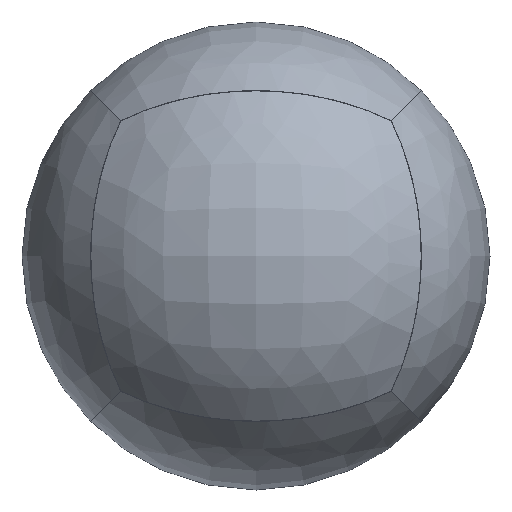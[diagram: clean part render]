
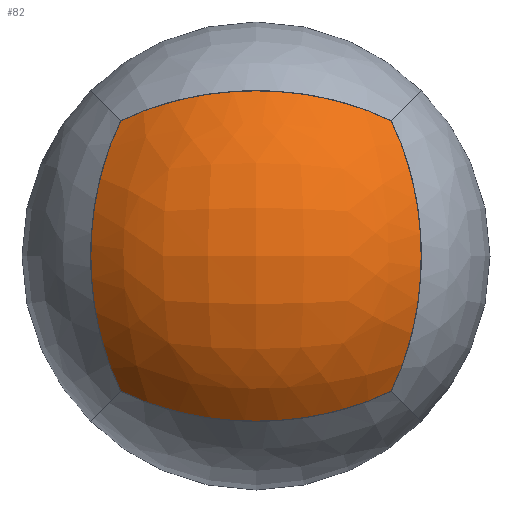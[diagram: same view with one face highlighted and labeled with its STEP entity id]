
A CAD part, front view. The second image highlights one B-rep face of the part: STEP entity #82.
In plain terms, the highlighted free-form (B-spline) face has degree [4, 4] with [5, 5] control points.
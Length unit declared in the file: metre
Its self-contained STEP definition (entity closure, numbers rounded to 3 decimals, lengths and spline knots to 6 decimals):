
#82=ADVANCED_FACE('',(#88),#196,.T.);
#88=FACE_OUTER_BOUND('',#94,.T.);
#94=EDGE_LOOP('',(#109,#110,#111,#112));
#109=ORIENTED_EDGE('',*,*,#133,.T.);
#110=ORIENTED_EDGE('',*,*,#134,.T.);
#111=ORIENTED_EDGE('',*,*,#135,.T.);
#112=ORIENTED_EDGE('',*,*,#136,.T.);
#133=EDGE_CURVE('',#181,#182,#157,.T.);
#134=EDGE_CURVE('',#182,#183,#158,.T.);
#135=EDGE_CURVE('',#183,#184,#159,.T.);
#136=EDGE_CURVE('',#184,#181,#160,.T.);
#157=(
BOUNDED_CURVE()
B_SPLINE_CURVE(4,(#401,#402,#403,#404,#405),.UNSPECIFIED.,.F.,.F.)
B_SPLINE_CURVE_WITH_KNOTS((5,5),(0.,1.),.UNSPECIFIED.)
CURVE()
GEOMETRIC_REPRESENTATION_ITEM()
RATIONAL_B_SPLINE_CURVE((1.,0.891,0.859,0.891,
1.))
REPRESENTATION_ITEM('')
);
#158=(
BOUNDED_CURVE()
B_SPLINE_CURVE(4,(#406,#407,#408,#409,#410),.UNSPECIFIED.,.F.,.F.)
B_SPLINE_CURVE_WITH_KNOTS((5,5),(0.,1.),.UNSPECIFIED.)
CURVE()
GEOMETRIC_REPRESENTATION_ITEM()
RATIONAL_B_SPLINE_CURVE((1.,0.891,0.859,0.891,
1.))
REPRESENTATION_ITEM('')
);
#159=(
BOUNDED_CURVE()
B_SPLINE_CURVE(4,(#411,#412,#413,#414,#415),.UNSPECIFIED.,.F.,.F.)
B_SPLINE_CURVE_WITH_KNOTS((5,5),(-1.,0.),.UNSPECIFIED.)
CURVE()
GEOMETRIC_REPRESENTATION_ITEM()
RATIONAL_B_SPLINE_CURVE((1.,0.891,0.859,0.891,
1.))
REPRESENTATION_ITEM('')
);
#160=(
BOUNDED_CURVE()
B_SPLINE_CURVE(4,(#416,#417,#418,#419,#420),.UNSPECIFIED.,.F.,.F.)
B_SPLINE_CURVE_WITH_KNOTS((5,5),(-1.,0.),.UNSPECIFIED.)
CURVE()
GEOMETRIC_REPRESENTATION_ITEM()
RATIONAL_B_SPLINE_CURVE((1.,0.891,0.859,0.891,
1.))
REPRESENTATION_ITEM('')
);
#181=VERTEX_POINT('',#397);
#182=VERTEX_POINT('',#398);
#183=VERTEX_POINT('',#399);
#184=VERTEX_POINT('',#400);
#196=(
BOUNDED_SURFACE()
B_SPLINE_SURFACE(4,4,((#372,#373,#374,#375,#376),(#377,#378,#379,#380,#381),
(#382,#383,#384,#385,#386),(#387,#388,#389,#390,#391),(#392,#393,#394,#395,
#396)),.UNSPECIFIED.,.F.,.F.,.F.)
B_SPLINE_SURFACE_WITH_KNOTS((5,5),(5,5),(0.,1.),(0.,1.),.UNSPECIFIED.)
GEOMETRIC_REPRESENTATION_ITEM()
RATIONAL_B_SPLINE_SURFACE(((1.,0.891,0.859,0.891,
1.),(0.891,0.762,0.719,0.762,
0.891),(0.859,0.719,0.671,
0.719,0.859),(0.891,0.762,
0.719,0.762,0.891),(1.,0.891,
0.859,0.891,1.)))
REPRESENTATION_ITEM('')
SURFACE()
);
#372=CARTESIAN_POINT('',(-0.57735,-0.57735,0.57735));
#373=CARTESIAN_POINT('',(-0.312876,-0.709587,0.709587));
#374=CARTESIAN_POINT('',(0.,-0.754021,0.754021));
#375=CARTESIAN_POINT('',(0.312876,-0.709587,0.709587));
#376=CARTESIAN_POINT('',(0.57735,-0.57735,0.57735));
#377=CARTESIAN_POINT('',(-0.709587,-0.709587,0.312876));
#378=CARTESIAN_POINT('',(-0.413364,-1.,0.413364));
#379=CARTESIAN_POINT('',(0.,-1.120046,0.457304));
#380=CARTESIAN_POINT('',(0.413364,-1.,0.413364));
#381=CARTESIAN_POINT('',(0.709587,-0.709587,0.312876));
#382=CARTESIAN_POINT('',(-0.754021,-0.754021,0.));
#383=CARTESIAN_POINT('',(-0.457304,-1.120046,0.));
#384=CARTESIAN_POINT('',(0.,-1.279833,0.));
#385=CARTESIAN_POINT('',(0.457304,-1.120046,0.));
#386=CARTESIAN_POINT('',(0.754021,-0.754021,0.));
#387=CARTESIAN_POINT('',(-0.709587,-0.709587,-0.312876));
#388=CARTESIAN_POINT('',(-0.413364,-1.,-0.413364));
#389=CARTESIAN_POINT('',(0.,-1.120046,-0.457304));
#390=CARTESIAN_POINT('',(0.413364,-1.,-0.413364));
#391=CARTESIAN_POINT('',(0.709587,-0.709587,-0.312876));
#392=CARTESIAN_POINT('',(-0.57735,-0.57735,-0.57735));
#393=CARTESIAN_POINT('',(-0.312876,-0.709587,-0.709587));
#394=CARTESIAN_POINT('',(0.,-0.754021,-0.754021));
#395=CARTESIAN_POINT('',(0.312876,-0.709587,-0.709587));
#396=CARTESIAN_POINT('',(0.57735,-0.57735,-0.57735));
#397=CARTESIAN_POINT('',(-0.57735,-0.57735,0.57735));
#398=CARTESIAN_POINT('',(-0.57735,-0.57735,-0.57735));
#399=CARTESIAN_POINT('',(0.57735,-0.57735,-0.57735));
#400=CARTESIAN_POINT('',(0.57735,-0.57735,0.57735));
#401=CARTESIAN_POINT('',(-0.57735,-0.57735,0.57735));
#402=CARTESIAN_POINT('',(-0.709587,-0.709587,0.312876));
#403=CARTESIAN_POINT('',(-0.754021,-0.754021,0.));
#404=CARTESIAN_POINT('',(-0.709587,-0.709587,-0.312876));
#405=CARTESIAN_POINT('',(-0.57735,-0.57735,-0.57735));
#406=CARTESIAN_POINT('',(-0.57735,-0.57735,-0.57735));
#407=CARTESIAN_POINT('',(-0.312876,-0.709587,-0.709587));
#408=CARTESIAN_POINT('',(0.,-0.754021,-0.754021));
#409=CARTESIAN_POINT('',(0.312876,-0.709587,-0.709587));
#410=CARTESIAN_POINT('',(0.57735,-0.57735,-0.57735));
#411=CARTESIAN_POINT('',(0.57735,-0.57735,-0.57735));
#412=CARTESIAN_POINT('',(0.709587,-0.709587,-0.312876));
#413=CARTESIAN_POINT('',(0.754021,-0.754021,0.));
#414=CARTESIAN_POINT('',(0.709587,-0.709587,0.312876));
#415=CARTESIAN_POINT('',(0.57735,-0.57735,0.57735));
#416=CARTESIAN_POINT('',(0.57735,-0.57735,0.57735));
#417=CARTESIAN_POINT('',(0.312876,-0.709587,0.709587));
#418=CARTESIAN_POINT('',(0.,-0.754021,0.754021));
#419=CARTESIAN_POINT('',(-0.312876,-0.709587,0.709587));
#420=CARTESIAN_POINT('',(-0.57735,-0.57735,0.57735));
